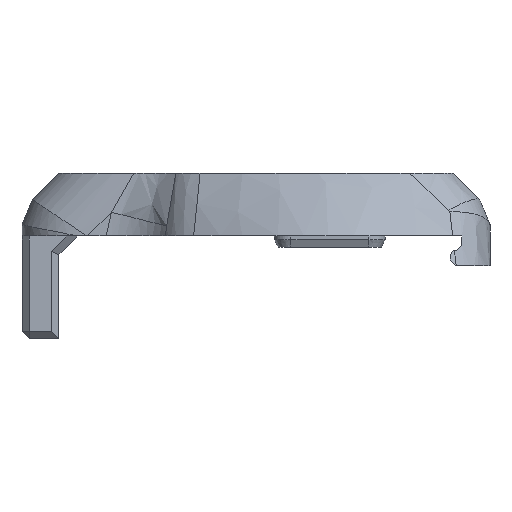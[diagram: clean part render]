
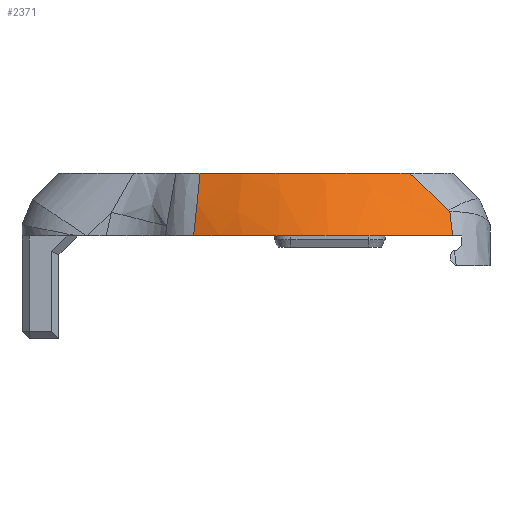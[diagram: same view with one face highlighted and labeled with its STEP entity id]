
A CAD part, front view. The second image highlights one B-rep face of the part: STEP entity #2371.
In plain terms, the highlighted conical face has half-angle 56.494 degrees and reference radius 8.431 mm.
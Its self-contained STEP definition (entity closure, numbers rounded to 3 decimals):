
#38=CONICAL_SURFACE('',#2542,8.432,0.986);
#62=(
BOUNDED_CURVE()
B_SPLINE_CURVE(2,(#3469,#3470,#3471),.UNSPECIFIED.,.F.,.F.)
B_SPLINE_CURVE_WITH_KNOTS((3,3),(0.219,1.974),
 .UNSPECIFIED.)
CURVE()
GEOMETRIC_REPRESENTATION_ITEM()
RATIONAL_B_SPLINE_CURVE((1.191,1.871,1.146))
REPRESENTATION_ITEM('')
);
#68=(
BOUNDED_CURVE()
B_SPLINE_CURVE(2,(#3916,#3917,#3918),.UNSPECIFIED.,.F.,.F.)
B_SPLINE_CURVE_WITH_KNOTS((3,3),(3.183,6.365),
 .UNSPECIFIED.)
CURVE()
GEOMETRIC_REPRESENTATION_ITEM()
RATIONAL_B_SPLINE_CURVE((2.601,2.955,2.417))
REPRESENTATION_ITEM('')
);
#94=B_SPLINE_CURVE_WITH_KNOTS('',3,(#3885,#3886,#3887,#3888),
 .UNSPECIFIED.,.F.,.F.,(4,4),(1.794,2.131),
 .UNSPECIFIED.);
#97=B_SPLINE_CURVE_WITH_KNOTS('',3,(#3902,#3903,#3904,#3905),
 .UNSPECIFIED.,.F.,.F.,(4,4),(-1.96,-1.833),
 .UNSPECIFIED.);
#98=B_SPLINE_CURVE_WITH_KNOTS('',3,(#3907,#3908,#3909,#3910),
 .UNSPECIFIED.,.F.,.F.,(4,4),(1.197,1.206),
 .UNSPECIFIED.);
#99=B_SPLINE_CURVE_WITH_KNOTS('',3,(#3912,#3913,#3914,#3915),
 .UNSPECIFIED.,.F.,.F.,(4,4),(1.198,1.437),
 .UNSPECIFIED.);
#250=FACE_OUTER_BOUND('',#391,.T.);
#391=EDGE_LOOP('',(#1916,#1917,#1918,#1919,#1920,#1921));
#1023=VERTEX_POINT('',#3460);
#1024=VERTEX_POINT('',#3468);
#1103=VERTEX_POINT('',#3884);
#1105=VERTEX_POINT('',#3901);
#1106=VERTEX_POINT('',#3906);
#1107=VERTEX_POINT('',#3911);
#1285=EDGE_CURVE('',#1023,#1024,#62,.T.);
#1404=EDGE_CURVE('',#1024,#1103,#94,.T.);
#1407=EDGE_CURVE('',#1105,#1023,#97,.T.);
#1408=EDGE_CURVE('',#1106,#1105,#98,.T.);
#1409=EDGE_CURVE('',#1107,#1106,#99,.T.);
#1410=EDGE_CURVE('',#1103,#1107,#68,.F.);
#1916=ORIENTED_EDGE('',*,*,#1285,.F.);
#1917=ORIENTED_EDGE('',*,*,#1407,.F.);
#1918=ORIENTED_EDGE('',*,*,#1408,.F.);
#1919=ORIENTED_EDGE('',*,*,#1409,.F.);
#1920=ORIENTED_EDGE('',*,*,#1410,.F.);
#1921=ORIENTED_EDGE('',*,*,#1404,.F.);
#2371=ADVANCED_FACE('',(#250),#38,.T.);
#2542=AXIS2_PLACEMENT_3D('',#3900,#3020,#3021);
#3020=DIRECTION('center_axis',(0.,1.,0.));
#3021=DIRECTION('ref_axis',(1.,0.,0.));
#3460=CARTESIAN_POINT('',(6.645,-4.827,5.6));
#3468=CARTESIAN_POINT('',(-7.37,-4.455,5.6));
#3469=CARTESIAN_POINT('Ctrl Pts',(6.645,-4.827,5.6));
#3470=CARTESIAN_POINT('Ctrl Pts',(-0.143,-8.264,
5.6));
#3471=CARTESIAN_POINT('Ctrl Pts',(-7.37,-4.455,5.6));
#3884=CARTESIAN_POINT('',(-7.02,-3.026,9.));
#3885=CARTESIAN_POINT('Ctrl Pts',(-7.37,-4.455,5.6));
#3886=CARTESIAN_POINT('Ctrl Pts',(-7.238,-4.038,6.815));
#3887=CARTESIAN_POINT('Ctrl Pts',(-7.119,-3.546,7.93));
#3888=CARTESIAN_POINT('Ctrl Pts',(-7.02,-3.026,9.));
#3900=CARTESIAN_POINT('Origin',(-0.002,-5.,0.));
#3901=CARTESIAN_POINT('',(6.491,-4.304,6.912));
#3902=CARTESIAN_POINT('Ctrl Pts',(6.491,-4.305,6.912));
#3903=CARTESIAN_POINT('Ctrl Pts',(6.541,-4.488,6.488));
#3904=CARTESIAN_POINT('Ctrl Pts',(6.593,-4.664,6.053));
#3905=CARTESIAN_POINT('Ctrl Pts',(6.647,-4.829,5.601));
#3906=CARTESIAN_POINT('',(6.443,-4.28,7.005));
#3907=CARTESIAN_POINT('Ctrl Pts',(6.443,-4.28,7.005));
#3908=CARTESIAN_POINT('Ctrl Pts',(6.459,-4.288,6.974));
#3909=CARTESIAN_POINT('Ctrl Pts',(6.475,-4.296,6.943));
#3910=CARTESIAN_POINT('Ctrl Pts',(6.491,-4.304,6.912));
#3911=CARTESIAN_POINT('',(4.294,-3.98,9.));
#3912=CARTESIAN_POINT('Ctrl Pts',(4.294,-3.98,9.));
#3913=CARTESIAN_POINT('Ctrl Pts',(5.003,-4.151,8.374));
#3914=CARTESIAN_POINT('Ctrl Pts',(5.731,-4.257,7.703));
#3915=CARTESIAN_POINT('Ctrl Pts',(6.443,-4.279,7.005));
#3916=CARTESIAN_POINT('Ctrl Pts',(4.294,-3.98,9.));
#3917=CARTESIAN_POINT('Ctrl Pts',(-0.982,-5.484,
9.));
#3918=CARTESIAN_POINT('Ctrl Pts',(-7.02,-3.026,9.));
